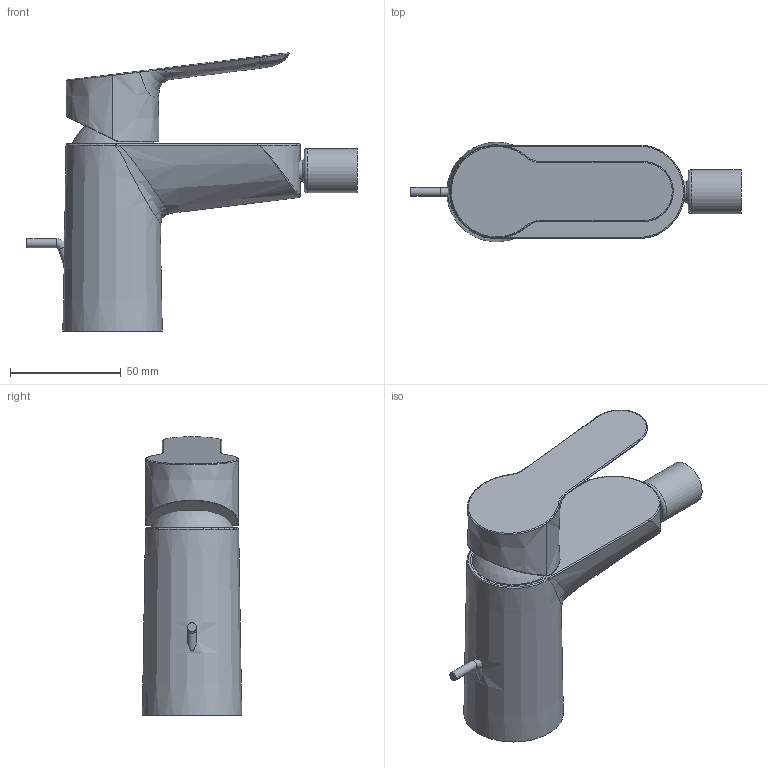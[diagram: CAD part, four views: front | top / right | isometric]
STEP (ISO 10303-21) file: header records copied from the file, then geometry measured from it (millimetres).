
FILE_DESCRIPTION(/* description */ ('Unknown'),/* implementation_level */ '2;1');
FILE_NAME(/* name */ '23331000',/* time_stamp */ '2022-09-09T18:41:49+02:00',/* author */ ('Unknown'),/* organization */ ('GROHE AG'),/* preprocessor_version */ 'ST-DEVELOPER v16.7',/* originating_system */ 'DEX',/* authorisation */ $);
FILE_SCHEMA (('AUTOMOTIVE_DESIGN {1 0 10303 214 3 1 1}'));
Length unit declared in the file: millimetre
Products named in the file (7): 23331000; 23331000_0; 23331000_1; 23331000_2; id145; face1
Assembly tree (6 placements, depth 2):
  23331000
    23331000
    23331000_0
    23331000_1
    23331000_2
    id145
    face1
Bounding box: 149.19 x 44.95 x 125.74 mm (x, y, z)
Volume: 1781.1 mm3; surface area: 59984.1 mm2
Topology: 7 solids, 12 shells, 94 faces, 201 edges, 116 vertices
Faces by surface type: bspline 50, plane 21, cylinder 10, cone 6, torus 5, sphere 2
Full cylindrical faces by diameter (mm): 4 x4, 4.2 x2, 6.9 x1, 9.5 x1, 20 x1
Entity records: 7487 total; most frequent: CARTESIAN_POINT 5339, ORIENTED_EDGE 320, DIRECTION 190, EDGE_CURVE 168, EDGE_LOOP 126, FACE_BOUND 126, B_SPLINE_CURVE_WITH_KNOTS 123, VERTEX_POINT 109
